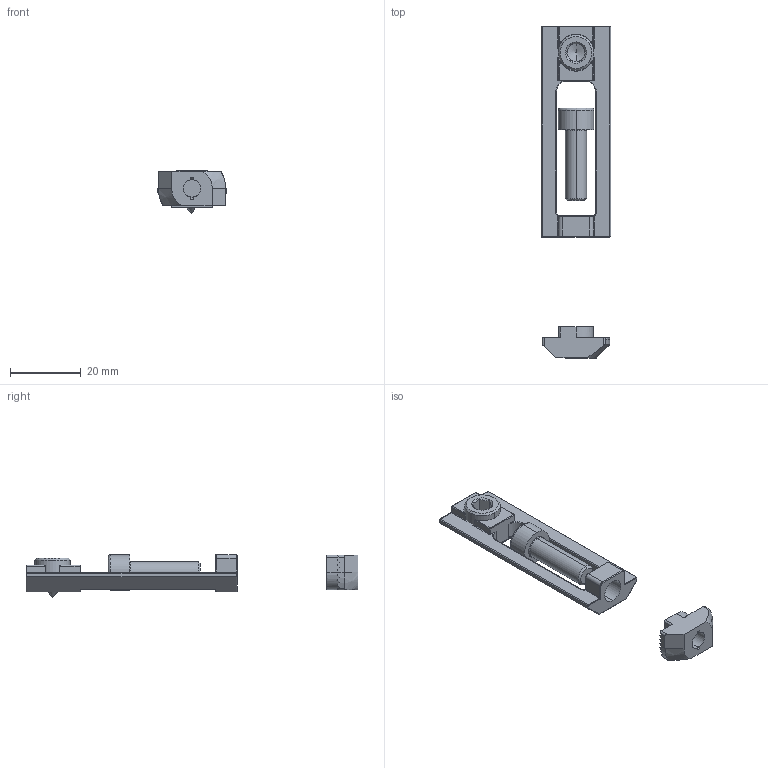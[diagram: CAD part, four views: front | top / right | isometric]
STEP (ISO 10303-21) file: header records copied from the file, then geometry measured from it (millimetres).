
FILE_DESCRIPTION (( 'STEP AP214' ), '1' );
FILE_NAME ('6121050', '2019-01-28T15:42:39', ( '' ), ('JUGARD+KÜNSTNER GmbH'), 'SwSTEP 2.0', 'SolidWorks 2017', '' );
FILE_SCHEMA (( 'AUTOMOTIVE_DESIGN' ));
Length unit declared in the file: millimetre
Products named in the file (1): 6121050
Bounding box: 19.5 x 93.6 x 12 mm (x, y, z)
Volume: 5255.2 mm3; surface area: 4886.8 mm2
Topology: 4 solids, 4 shells, 236 faces, 595 edges, 357 vertices
Faces by surface type: plane 97, cylinder 88, bspline 33, cone 18
Entity records: 7822 total; most frequent: CARTESIAN_POINT 2467, ORIENTED_EDGE 1166, DIRECTION 1029, EDGE_CURVE 583, AXIS2_PLACEMENT_3D 364, VERTEX_POINT 357, LINE 301, VECTOR 301
